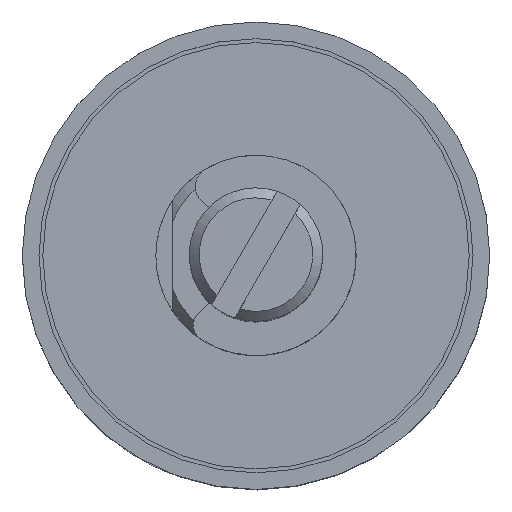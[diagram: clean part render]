
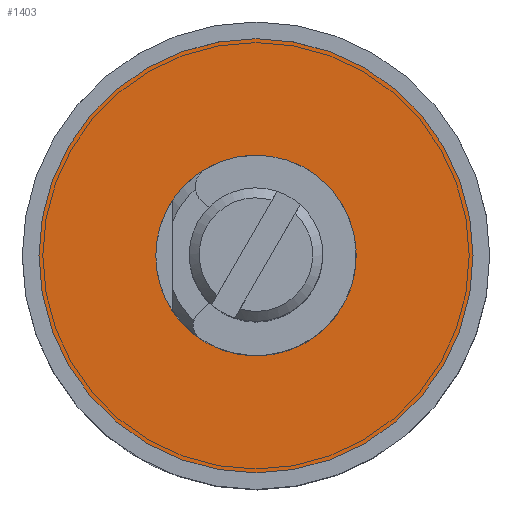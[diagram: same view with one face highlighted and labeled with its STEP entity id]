
A CAD part, top view. The second image highlights one B-rep face of the part: STEP entity #1403.
In plain terms, the highlighted planar face has unit normal (0, 0, 1).
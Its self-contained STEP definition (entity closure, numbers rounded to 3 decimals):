
#248 = EDGE_CURVE ( 'NONE', #7074, #7074, #7719, .T. ) ;
#311 = PLANE ( 'NONE',  #1559 ) ;
#624 = ORIENTED_EDGE ( 'NONE', *, *, #248, .T. ) ;
#834 = CARTESIAN_POINT ( 'NONE',  ( 0., 0., 0.5 ) ) ;
#970 = EDGE_LOOP ( 'NONE', ( #4384 ) ) ;
#1286 = CARTESIAN_POINT ( 'NONE',  ( 6.5, 0., 0.5 ) ) ;
#1403 = ADVANCED_FACE ( 'NONE', ( #3276, #1688 ), #311, .T. ) ;
#1494 = DIRECTION ( 'NONE',  ( 0., 0., 1. ) ) ;
#1559 = AXIS2_PLACEMENT_3D ( 'NONE', #6262, #5693, #6285 ) ;
#1688 = FACE_OUTER_BOUND ( 'NONE', #3928, .T. ) ;
#2427 = DIRECTION ( 'NONE',  ( 0., 0., -1. ) ) ;
#3276 = FACE_BOUND ( 'NONE', #970, .T. ) ;
#3758 = VERTEX_POINT ( 'NONE', #4297 ) ;
#3928 = EDGE_LOOP ( 'NONE', ( #624 ) ) ;
#4297 = CARTESIAN_POINT ( 'NONE',  ( -3., 0., 0.5 ) ) ;
#4384 = ORIENTED_EDGE ( 'NONE', *, *, #5812, .T. ) ;
#4705 = CARTESIAN_POINT ( 'NONE',  ( 0., 0., 0.5 ) ) ;
#5051 = AXIS2_PLACEMENT_3D ( 'NONE', #4705, #2427, #7240 ) ;
#5639 = AXIS2_PLACEMENT_3D ( 'NONE', #834, #1494, #5710 ) ;
#5693 = DIRECTION ( 'NONE',  ( 0., 0., 1. ) ) ;
#5710 = DIRECTION ( 'NONE',  ( 1., 0., 0. ) ) ;
#5812 = EDGE_CURVE ( 'NONE', #3758, #3758, #6718, .T. ) ;
#6262 = CARTESIAN_POINT ( 'NONE',  ( 3., 0., 0.5 ) ) ;
#6285 = DIRECTION ( 'NONE',  ( 1., 0., 0. ) ) ;
#6718 = CIRCLE ( 'NONE', #5051, 3. ) ;
#7074 = VERTEX_POINT ( 'NONE', #1286 ) ;
#7240 = DIRECTION ( 'NONE',  ( -1., 0., 0. ) ) ;
#7719 = CIRCLE ( 'NONE', #5639, 6.5 ) ;
